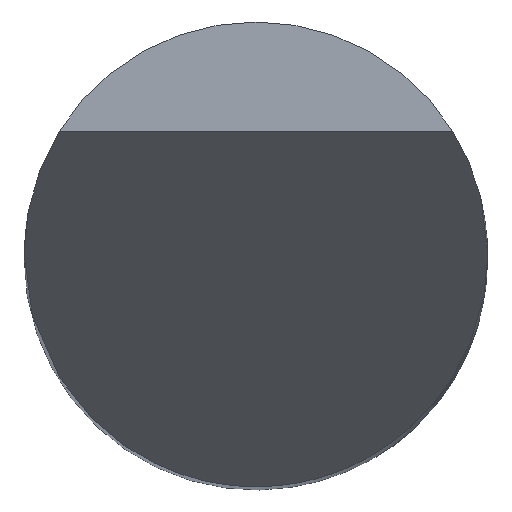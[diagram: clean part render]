
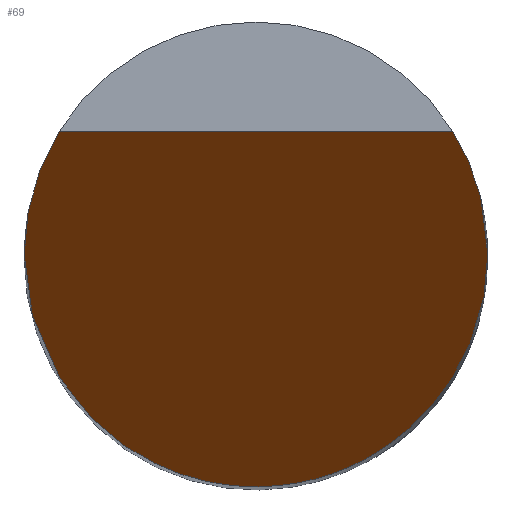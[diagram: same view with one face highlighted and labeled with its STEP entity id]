
A CAD part, top view. The second image highlights one B-rep face of the part: STEP entity #69.
In plain terms, the highlighted planar face has unit normal (0, -0.866, 0.5).
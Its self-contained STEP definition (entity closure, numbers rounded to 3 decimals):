
#49=PLANE('',#602);
#69=ADVANCED_FACE('',(#109),#49,.F.);
#109=FACE_OUTER_BOUND('',#139,.T.);
#139=EDGE_LOOP('',(#293,#294,#295,#296));
#199=LINE('',#959,#229);
#229=VECTOR('',#671,1.);
#293=ORIENTED_EDGE('',*,*,#459,.T.);
#294=ORIENTED_EDGE('',*,*,#473,.T.);
#295=ORIENTED_EDGE('',*,*,#461,.T.);
#296=ORIENTED_EDGE('',*,*,#489,.T.);
#408=VERTEX_POINT('',#807);
#409=VERTEX_POINT('',#812);
#410=VERTEX_POINT('',#814);
#411=VERTEX_POINT('',#819);
#459=EDGE_CURVE('',#409,#408,#539,.T.);
#461=EDGE_CURVE('',#411,#410,#540,.T.);
#473=EDGE_CURVE('',#408,#411,#544,.T.);
#489=EDGE_CURVE('',#410,#409,#199,.T.);
#539=(
BOUNDED_CURVE()
B_SPLINE_CURVE(3,(#808,#809,#810,#811),.UNSPECIFIED.,.F.,.F.)
B_SPLINE_CURVE_WITH_KNOTS((4,4),(0.,1.),.UNSPECIFIED.)
CURVE()
GEOMETRIC_REPRESENTATION_ITEM()
RATIONAL_B_SPLINE_CURVE((1.,0.974,0.974,1.))
REPRESENTATION_ITEM('')
);
#540=(
BOUNDED_CURVE()
B_SPLINE_CURVE(3,(#815,#816,#817,#818),.UNSPECIFIED.,.F.,.F.)
B_SPLINE_CURVE_WITH_KNOTS((4,4),(0.,1.),.UNSPECIFIED.)
CURVE()
GEOMETRIC_REPRESENTATION_ITEM()
RATIONAL_B_SPLINE_CURVE((1.,0.974,0.974,1.))
REPRESENTATION_ITEM('')
);
#544=(
BOUNDED_CURVE()
B_SPLINE_CURVE(3,(#893,#894,#895,#896),.UNSPECIFIED.,.F.,.F.)
B_SPLINE_CURVE_WITH_KNOTS((4,4),(0.,1.),.UNSPECIFIED.)
CURVE()
GEOMETRIC_REPRESENTATION_ITEM()
RATIONAL_B_SPLINE_CURVE((1.,0.333,0.333,1.))
REPRESENTATION_ITEM('')
);
#602=AXIS2_PLACEMENT_3D('',#961,#674,#675);
#671=DIRECTION('',(-1.,0.,0.));
#674=DIRECTION('',(0.,0.866,-0.5));
#675=DIRECTION('',(0.,0.5,0.866));
#807=CARTESIAN_POINT('',(-3.,0.,0.));
#808=CARTESIAN_POINT('',(-2.545,1.588,2.75));
#809=CARTESIAN_POINT('',(-2.844,1.108,1.92));
#810=CARTESIAN_POINT('',(-3.,0.565,0.979));
#811=CARTESIAN_POINT('',(-3.,0.,0.));
#812=CARTESIAN_POINT('',(-2.545,1.588,2.75));
#814=CARTESIAN_POINT('',(2.545,1.588,2.75));
#815=CARTESIAN_POINT('',(3.,0.,0.));
#816=CARTESIAN_POINT('',(3.,0.565,0.979));
#817=CARTESIAN_POINT('',(2.844,1.108,1.92));
#818=CARTESIAN_POINT('',(2.545,1.588,2.75));
#819=CARTESIAN_POINT('',(3.,0.,0.));
#893=CARTESIAN_POINT('',(-3.,0.,0.));
#894=CARTESIAN_POINT('',(-3.,-6.,-10.392));
#895=CARTESIAN_POINT('',(3.,-6.,-10.392));
#896=CARTESIAN_POINT('',(3.,0.,0.));
#959=CARTESIAN_POINT('',(0.,1.588,2.75));
#961=CARTESIAN_POINT('',(3.,-3.,-5.196));
